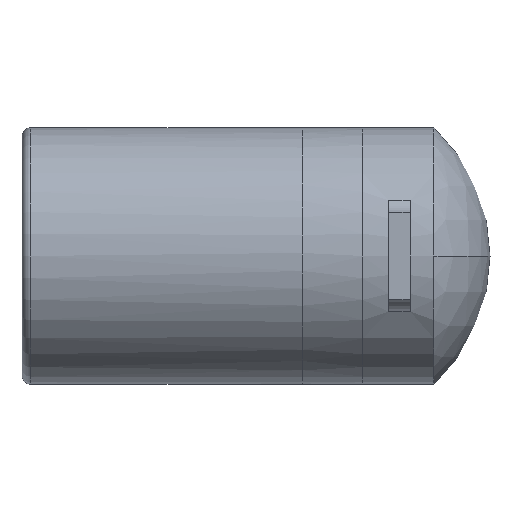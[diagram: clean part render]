
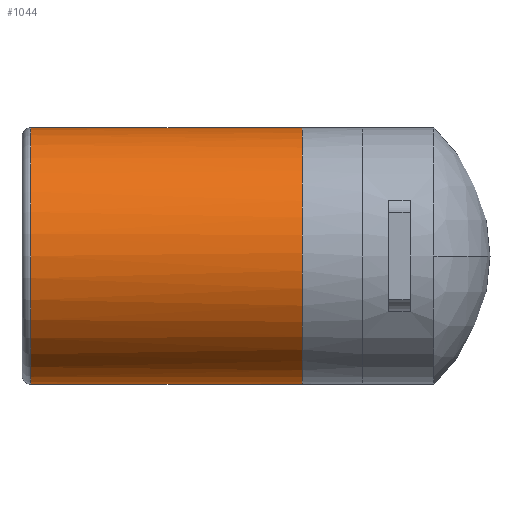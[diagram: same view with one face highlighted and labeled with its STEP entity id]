
A CAD part, front view. The second image highlights one B-rep face of the part: STEP entity #1044.
In plain terms, the highlighted cylindrical face has radius 0.756 mm (diameter 1.511 mm), a partial arc.
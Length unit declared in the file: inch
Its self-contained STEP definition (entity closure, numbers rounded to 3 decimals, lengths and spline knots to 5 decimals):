
#5 = CARTESIAN_POINT ( 'NONE',  ( 0.002, 0., 0.02975 ) ) ;
#15 = CYLINDRICAL_SURFACE ( 'NONE', #1240, 0.02975 ) ;
#38 = VERTEX_POINT ( 'NONE', #1154 ) ;
#53 = CARTESIAN_POINT ( 'NONE',  ( 0., 0., 0. ) ) ;
#91 = EDGE_CURVE ( 'NONE', #1126, #38, #283, .T. ) ;
#150 = EDGE_CURVE ( 'NONE', #407, #1342, #175, .T. ) ;
#175 = B_SPLINE_CURVE_WITH_KNOTS ( 'NONE', 3,
 ( #1220, #571, #989, #177, #941, #492, #382, #292, #602, #1355 ),
 .UNSPECIFIED., .F., .F.,
 ( 4, 2, 2, 2, 4 ),
 ( 0.5, 0.625, 0.75, 0.875, 1. ),
 .UNSPECIFIED. ) ;
#177 = CARTESIAN_POINT ( 'NONE',  ( 0.065, -0.02653, 0.01552 ) ) ;
#194 = CARTESIAN_POINT ( 'NONE',  ( 0., 0., 0.02975 ) ) ;
#196 = CARTESIAN_POINT ( 'NONE',  ( 0., 0., -0.02975 ) ) ;
#256 = DIRECTION ( 'NONE',  ( 0., 0., 1. ) ) ;
#283 = CIRCLE ( 'NONE', #657, 0.02975 ) ;
#292 = CARTESIAN_POINT ( 'NONE',  ( 0.065, -0.01552, -0.02653 ) ) ;
#342 = VECTOR ( 'NONE', #1168, 39.37008 ) ;
#372 = FACE_OUTER_BOUND ( 'NONE', #819, .T. ) ;
#382 = CARTESIAN_POINT ( 'NONE',  ( 0.065, -0.02653, -0.01552 ) ) ;
#407 = VERTEX_POINT ( 'NONE', #1222 ) ;
#409 = ORIENTED_EDGE ( 'NONE', *, *, #150, .F. ) ;
#425 = LINE ( 'NONE', #194, #1051 ) ;
#492 = CARTESIAN_POINT ( 'NONE',  ( 0.065, -0.02974, -0.00779 ) ) ;
#495 = DIRECTION ( 'NONE',  ( -1., 0., 0. ) ) ;
#571 = CARTESIAN_POINT ( 'NONE',  ( 0.065, -0.00779, 0.02974 ) ) ;
#602 = CARTESIAN_POINT ( 'NONE',  ( 0.065, -0.00779, -0.02974 ) ) ;
#631 = LINE ( 'NONE', #196, #342 ) ;
#657 = AXIS2_PLACEMENT_3D ( 'NONE', #1304, #872, #762 ) ;
#710 = EDGE_CURVE ( 'NONE', #1342, #38, #631, .T. ) ;
#762 = DIRECTION ( 'NONE',  ( 0., 0., -1. ) ) ;
#780 = ORIENTED_EDGE ( 'NONE', *, *, #710, .F. ) ;
#819 = EDGE_LOOP ( 'NONE', ( #780, #409, #1282, #1071 ) ) ;
#872 = DIRECTION ( 'NONE',  ( 1., 0., 0. ) ) ;
#941 = CARTESIAN_POINT ( 'NONE',  ( 0.065, -0.02974, 0.00779 ) ) ;
#989 = CARTESIAN_POINT ( 'NONE',  ( 0.065, -0.01552, 0.02653 ) ) ;
#1014 = CARTESIAN_POINT ( 'NONE',  ( 0.065, 0., -0.02974 ) ) ;
#1044 = ADVANCED_FACE ( 'NONE', ( #372 ), #15, .T. ) ;
#1051 = VECTOR ( 'NONE', #495, 39.37008 ) ;
#1071 = ORIENTED_EDGE ( 'NONE', *, *, #91, .T. ) ;
#1126 = VERTEX_POINT ( 'NONE', #5 ) ;
#1154 = CARTESIAN_POINT ( 'NONE',  ( 0.002, 0., -0.02975 ) ) ;
#1155 = EDGE_CURVE ( 'NONE', #407, #1126, #425, .T. ) ;
#1168 = DIRECTION ( 'NONE',  ( -1., 0., 0. ) ) ;
#1220 = CARTESIAN_POINT ( 'NONE',  ( 0.065, 0., 0.02974 ) ) ;
#1222 = CARTESIAN_POINT ( 'NONE',  ( 0.065, 0., 0.02974 ) ) ;
#1240 = AXIS2_PLACEMENT_3D ( 'NONE', #53, #1337, #256 ) ;
#1282 = ORIENTED_EDGE ( 'NONE', *, *, #1155, .T. ) ;
#1304 = CARTESIAN_POINT ( 'NONE',  ( 0.002, 0., 0. ) ) ;
#1337 = DIRECTION ( 'NONE',  ( -1., 0., 0. ) ) ;
#1342 = VERTEX_POINT ( 'NONE', #1014 ) ;
#1355 = CARTESIAN_POINT ( 'NONE',  ( 0.065, 0., -0.02974 ) ) ;
